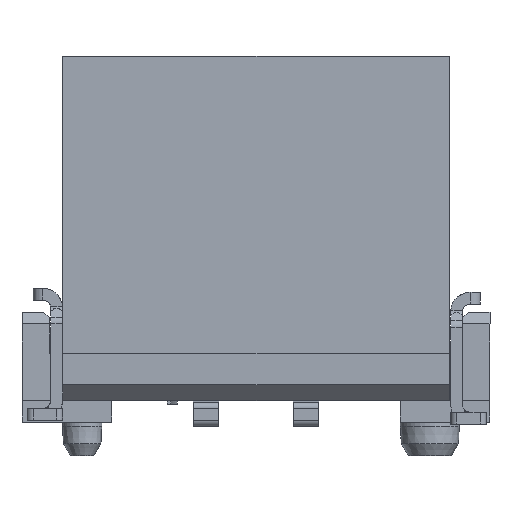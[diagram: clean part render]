
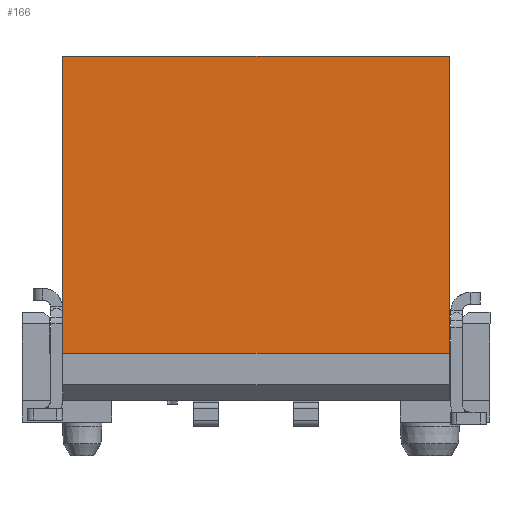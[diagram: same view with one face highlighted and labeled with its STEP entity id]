
A CAD part, front view. The second image highlights one B-rep face of the part: STEP entity #166.
In plain terms, the highlighted planar face has unit normal (0, -1, 0).
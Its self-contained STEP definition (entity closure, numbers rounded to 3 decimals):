
#35=CARTESIAN_POINT('',(-3.65,-2.5,8.9));
#36=VERTEX_POINT('',#35);
#37=CARTESIAN_POINT('',(6.19,-2.5,8.9));
#38=VERTEX_POINT('',#37);
#39=CARTESIAN_POINT('',(-3.65,-2.5,8.9));
#40=DIRECTION('',(1.,0.,0.));
#41=VECTOR('',#40,9.84);
#42=LINE('',#39,#41);
#43=EDGE_CURVE('',#36,#38,#42,.T.);
#136=CARTESIAN_POINT('',(1.27,-2.5,4.45));
#137=DIRECTION('',(1.,0.,0.));
#138=DIRECTION('',(0.,-1.,0.));
#139=AXIS2_PLACEMENT_3D('',#136,#138,#137);
#140=PLANE('',#139);
#141=ORIENTED_EDGE('',*,*,#43,.F.);
#142=CARTESIAN_POINT('',(-3.65,-2.5,1.35));
#143=VERTEX_POINT('',#142);
#144=CARTESIAN_POINT('',(-3.65,-2.5,8.9));
#145=DIRECTION('',(0.,0.,-1.));
#146=VECTOR('',#145,7.55);
#147=LINE('',#144,#146);
#148=EDGE_CURVE('',#36,#143,#147,.T.);
#149=ORIENTED_EDGE('',*,*,#148,.T.);
#150=CARTESIAN_POINT('',(6.19,-2.5,1.35));
#151=VERTEX_POINT('',#150);
#152=CARTESIAN_POINT('',(-3.65,-2.5,1.35));
#153=DIRECTION('',(1.,0.,0.));
#154=VECTOR('',#153,9.84);
#155=LINE('',#152,#154);
#156=EDGE_CURVE('',#143,#151,#155,.T.);
#157=ORIENTED_EDGE('',*,*,#156,.T.);
#158=CARTESIAN_POINT('',(6.19,-2.5,1.35));
#159=DIRECTION('',(0.,0.,1.));
#160=VECTOR('',#159,7.55);
#161=LINE('',#158,#160);
#162=EDGE_CURVE('',#151,#38,#161,.T.);
#163=ORIENTED_EDGE('',*,*,#162,.T.);
#164=EDGE_LOOP('',(#141,#149,#157,#163));
#165=FACE_OUTER_BOUND('',#164,.T.);
#166=ADVANCED_FACE('',(#165),#140,.T.);
